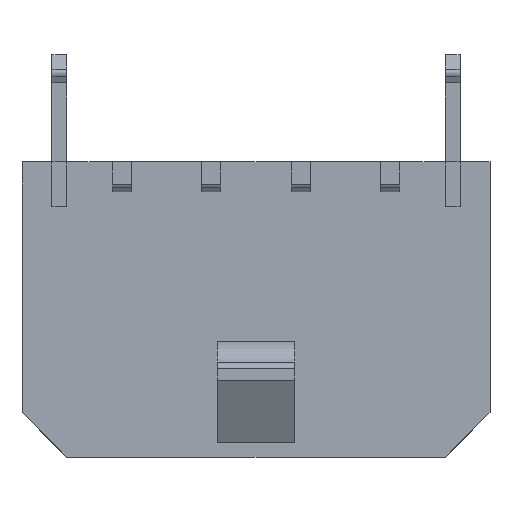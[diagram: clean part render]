
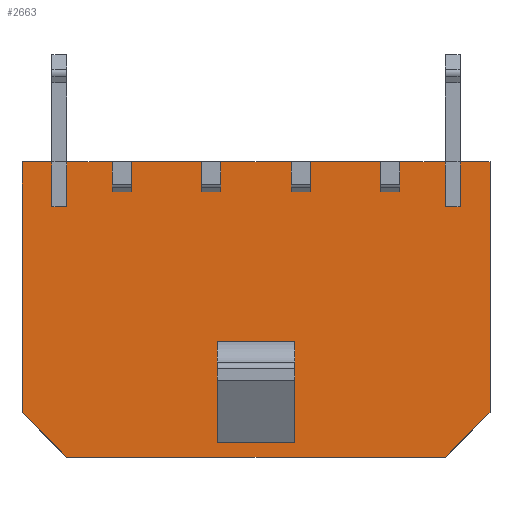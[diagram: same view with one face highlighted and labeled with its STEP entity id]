
A CAD part, top view. The second image highlights one B-rep face of the part: STEP entity #2663.
In plain terms, the highlighted planar face has unit normal (0, 0, 1).
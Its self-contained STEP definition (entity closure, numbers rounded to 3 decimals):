
#2=DIRECTION('',(0.,1.,0.));
#3=VECTOR('',#2,3.378);
#4=CARTESIAN_POINT('',(-1.3,-4.45,4.3));
#5=LINE('',#4,#3);
#6=DIRECTION('',(0.,1.,0.));
#7=VECTOR('',#6,3.378);
#8=CARTESIAN_POINT('',(1.3,-4.45,4.3));
#9=LINE('',#8,#7);
#10=DIRECTION('',(0.,-1.,0.));
#11=VECTOR('',#10,1.);
#12=CARTESIAN_POINT('',(-4.18,4.95,4.3));
#13=LINE('',#12,#11);
#14=DIRECTION('',(1.,0.,0.));
#15=VECTOR('',#14,2.36);
#16=CARTESIAN_POINT('',(-4.18,4.95,4.3));
#17=LINE('',#16,#15);
#18=DIRECTION('',(0.,-1.,0.));
#19=VECTOR('',#18,1.);
#20=CARTESIAN_POINT('',(-1.82,4.95,4.3));
#21=LINE('',#20,#19);
#22=DIRECTION('',(1.,0.,0.));
#23=VECTOR('',#22,0.64);
#24=CARTESIAN_POINT('',(-1.82,3.95,4.3));
#25=LINE('',#24,#23);
#26=DIRECTION('',(0.,-1.,0.));
#27=VECTOR('',#26,1.);
#28=CARTESIAN_POINT('',(-1.18,4.95,4.3));
#29=LINE('',#28,#27);
#30=DIRECTION('',(0.,-1.,0.));
#31=VECTOR('',#30,1.);
#32=CARTESIAN_POINT('',(1.18,4.95,4.3));
#33=LINE('',#32,#31);
#34=DIRECTION('',(1.,0.,0.));
#35=VECTOR('',#34,0.64);
#36=CARTESIAN_POINT('',(1.18,3.95,4.3));
#37=LINE('',#36,#35);
#38=DIRECTION('',(0.,-1.,0.));
#39=VECTOR('',#38,1.);
#40=CARTESIAN_POINT('',(1.82,4.95,4.3));
#41=LINE('',#40,#39);
#42=DIRECTION('',(-1.,0.,0.));
#43=VECTOR('',#42,2.36);
#44=CARTESIAN_POINT('',(4.18,4.95,4.3));
#45=LINE('',#44,#43);
#46=DIRECTION('',(0.,-1.,0.));
#47=VECTOR('',#46,1.);
#48=CARTESIAN_POINT('',(4.18,4.95,4.3));
#49=LINE('',#48,#47);
#50=DIRECTION('',(1.,0.,0.));
#51=VECTOR('',#50,0.64);
#52=CARTESIAN_POINT('',(4.18,3.95,4.3));
#53=LINE('',#52,#51);
#54=DIRECTION('',(0.,-1.,0.));
#55=VECTOR('',#54,1.);
#56=CARTESIAN_POINT('',(4.82,4.95,4.3));
#57=LINE('',#56,#55);
#58=DIRECTION('',(-1.,0.,0.));
#59=VECTOR('',#58,1.53);
#60=CARTESIAN_POINT('',(6.35,4.95,4.3));
#61=LINE('',#60,#59);
#62=DIRECTION('',(0.,-1.,0.));
#63=VECTOR('',#62,1.5);
#64=CARTESIAN_POINT('',(6.35,4.95,4.3));
#65=LINE('',#64,#63);
#66=DIRECTION('',(1.,0.,0.));
#67=VECTOR('',#66,0.5);
#68=CARTESIAN_POINT('',(6.35,3.45,4.3));
#69=LINE('',#68,#67);
#70=DIRECTION('',(0.,-1.,0.));
#71=VECTOR('',#70,1.5);
#72=CARTESIAN_POINT('',(6.85,4.95,4.3));
#73=LINE('',#72,#71);
#74=DIRECTION('',(-1.,0.,0.));
#75=VECTOR('',#74,1.);
#76=CARTESIAN_POINT('',(7.85,4.95,4.3));
#77=LINE('',#76,#75);
#78=DIRECTION('',(0.,1.,0.));
#79=VECTOR('',#78,8.4);
#80=CARTESIAN_POINT('',(7.85,-3.45,4.3));
#81=LINE('',#80,#79);
#82=DIRECTION('',(0.707,0.707,0.));
#83=VECTOR('',#82,2.121);
#84=CARTESIAN_POINT('',(6.35,-4.95,4.3));
#85=LINE('',#84,#83);
#86=DIRECTION('',(-0.707,0.707,0.));
#87=VECTOR('',#86,2.121);
#88=CARTESIAN_POINT('',(-6.35,-4.95,4.3));
#89=LINE('',#88,#87);
#90=DIRECTION('',(0.,1.,0.));
#91=VECTOR('',#90,8.4);
#92=CARTESIAN_POINT('',(-7.85,-3.45,4.3));
#93=LINE('',#92,#91);
#94=DIRECTION('',(1.,0.,0.));
#95=VECTOR('',#94,1.);
#96=CARTESIAN_POINT('',(-7.85,4.95,4.3));
#97=LINE('',#96,#95);
#98=DIRECTION('',(0.,-1.,0.));
#99=VECTOR('',#98,1.5);
#100=CARTESIAN_POINT('',(-6.85,4.95,4.3));
#101=LINE('',#100,#99);
#102=DIRECTION('',(-1.,0.,0.));
#103=VECTOR('',#102,0.5);
#104=CARTESIAN_POINT('',(-6.35,3.45,4.3));
#105=LINE('',#104,#103);
#106=DIRECTION('',(0.,-1.,0.));
#107=VECTOR('',#106,1.5);
#108=CARTESIAN_POINT('',(-6.35,4.95,4.3));
#109=LINE('',#108,#107);
#110=DIRECTION('',(1.,0.,0.));
#111=VECTOR('',#110,1.53);
#112=CARTESIAN_POINT('',(-6.35,4.95,4.3));
#113=LINE('',#112,#111);
#114=DIRECTION('',(0.,-1.,0.));
#115=VECTOR('',#114,1.);
#116=CARTESIAN_POINT('',(-4.82,4.95,4.3));
#117=LINE('',#116,#115);
#118=DIRECTION('',(1.,0.,0.));
#119=VECTOR('',#118,0.64);
#120=CARTESIAN_POINT('',(-4.82,3.95,4.3));
#121=LINE('',#120,#119);
#126=DIRECTION('',(1.,0.,0.));
#127=VECTOR('',#126,2.6);
#128=CARTESIAN_POINT('',(-1.3,-1.072,4.3));
#129=LINE('',#128,#127);
#170=DIRECTION('',(-1.,0.,0.));
#171=VECTOR('',#170,2.6);
#172=CARTESIAN_POINT('',(1.3,-4.45,4.3));
#173=LINE('',#172,#171);
#646=DIRECTION('',(-1.,0.,0.));
#647=VECTOR('',#646,2.36);
#648=CARTESIAN_POINT('',(1.18,4.95,4.3));
#649=LINE('',#648,#647);
#826=DIRECTION('',(1.,0.,0.));
#827=VECTOR('',#826,12.7);
#828=CARTESIAN_POINT('',(-6.35,-4.95,4.3));
#829=LINE('',#828,#827);
#1946=CARTESIAN_POINT('',(6.35,-4.95,4.3));
#1947=CARTESIAN_POINT('',(7.85,-3.45,4.3));
#1948=VERTEX_POINT('',#1946);
#1949=VERTEX_POINT('',#1947);
#1950=CARTESIAN_POINT('',(7.85,4.95,4.3));
#1951=VERTEX_POINT('',#1950);
#2000=CARTESIAN_POINT('',(1.3,-4.45,4.3));
#2001=CARTESIAN_POINT('',(1.3,-1.072,4.3));
#2002=VERTEX_POINT('',#2000);
#2003=VERTEX_POINT('',#2001);
#2006=CARTESIAN_POINT('',(4.18,4.95,4.3));
#2007=CARTESIAN_POINT('',(1.82,4.95,4.3));
#2008=VERTEX_POINT('',#2006);
#2009=VERTEX_POINT('',#2007);
#2037=CARTESIAN_POINT('',(1.18,4.95,4.3));
#2039=VERTEX_POINT('',#2037);
#2045=CARTESIAN_POINT('',(4.82,4.95,4.3));
#2047=VERTEX_POINT('',#2045);
#2114=CARTESIAN_POINT('',(6.35,4.95,4.3));
#2115=CARTESIAN_POINT('',(6.35,3.45,4.3));
#2116=VERTEX_POINT('',#2114);
#2117=VERTEX_POINT('',#2115);
#2118=CARTESIAN_POINT('',(6.85,3.45,4.3));
#2119=VERTEX_POINT('',#2118);
#2120=CARTESIAN_POINT('',(6.85,4.95,4.3));
#2121=VERTEX_POINT('',#2120);
#2200=CARTESIAN_POINT('',(-6.35,-4.95,4.3));
#2201=CARTESIAN_POINT('',(-7.85,-3.45,4.3));
#2202=VERTEX_POINT('',#2200);
#2203=VERTEX_POINT('',#2201);
#2204=CARTESIAN_POINT('',(-7.85,4.95,4.3));
#2205=VERTEX_POINT('',#2204);
#2254=CARTESIAN_POINT('',(-1.3,-4.45,4.3));
#2255=CARTESIAN_POINT('',(-1.3,-1.072,4.3));
#2256=VERTEX_POINT('',#2254);
#2257=VERTEX_POINT('',#2255);
#2260=CARTESIAN_POINT('',(-4.18,4.95,4.3));
#2261=CARTESIAN_POINT('',(-1.82,4.95,4.3));
#2262=VERTEX_POINT('',#2260);
#2263=VERTEX_POINT('',#2261);
#2291=CARTESIAN_POINT('',(-1.18,4.95,4.3));
#2293=VERTEX_POINT('',#2291);
#2299=CARTESIAN_POINT('',(-4.82,4.95,4.3));
#2301=VERTEX_POINT('',#2299);
#2368=CARTESIAN_POINT('',(-6.35,4.95,4.3));
#2369=CARTESIAN_POINT('',(-6.35,3.45,4.3));
#2370=VERTEX_POINT('',#2368);
#2371=VERTEX_POINT('',#2369);
#2372=CARTESIAN_POINT('',(-6.85,3.45,4.3));
#2373=VERTEX_POINT('',#2372);
#2374=CARTESIAN_POINT('',(-6.85,4.95,4.3));
#2375=VERTEX_POINT('',#2374);
#2470=CARTESIAN_POINT('',(4.18,3.95,4.3));
#2471=CARTESIAN_POINT('',(4.82,3.95,4.3));
#2472=VERTEX_POINT('',#2470);
#2473=VERTEX_POINT('',#2471);
#2506=CARTESIAN_POINT('',(1.18,3.95,4.3));
#2507=CARTESIAN_POINT('',(1.82,3.95,4.3));
#2508=VERTEX_POINT('',#2506);
#2509=VERTEX_POINT('',#2507);
#2530=CARTESIAN_POINT('',(-1.82,3.95,4.3));
#2531=CARTESIAN_POINT('',(-1.18,3.95,4.3));
#2532=VERTEX_POINT('',#2530);
#2533=VERTEX_POINT('',#2531);
#2554=CARTESIAN_POINT('',(-4.82,3.95,4.3));
#2555=CARTESIAN_POINT('',(-4.18,3.95,4.3));
#2556=VERTEX_POINT('',#2554);
#2557=VERTEX_POINT('',#2555);
#2586=CARTESIAN_POINT('',(0.,0.,4.3));
#2587=DIRECTION('',(0.,0.,1.));
#2588=DIRECTION('',(1.,0.,0.));
#2589=AXIS2_PLACEMENT_3D('',#2586,#2587,#2588);
#2590=PLANE('',#2589);
#2592=ORIENTED_EDGE('',*,*,#2591,.F.);
#2594=ORIENTED_EDGE('',*,*,#2593,.T.);
#2596=ORIENTED_EDGE('',*,*,#2595,.T.);
#2598=ORIENTED_EDGE('',*,*,#2597,.T.);
#2600=ORIENTED_EDGE('',*,*,#2599,.F.);
#2602=ORIENTED_EDGE('',*,*,#2601,.F.);
#2604=ORIENTED_EDGE('',*,*,#2603,.T.);
#2606=ORIENTED_EDGE('',*,*,#2605,.T.);
#2608=ORIENTED_EDGE('',*,*,#2607,.F.);
#2610=ORIENTED_EDGE('',*,*,#2609,.F.);
#2612=ORIENTED_EDGE('',*,*,#2611,.T.);
#2614=ORIENTED_EDGE('',*,*,#2613,.T.);
#2616=ORIENTED_EDGE('',*,*,#2615,.F.);
#2618=ORIENTED_EDGE('',*,*,#2617,.F.);
#2620=ORIENTED_EDGE('',*,*,#2619,.T.);
#2622=ORIENTED_EDGE('',*,*,#2621,.T.);
#2624=ORIENTED_EDGE('',*,*,#2623,.F.);
#2626=ORIENTED_EDGE('',*,*,#2625,.F.);
#2628=ORIENTED_EDGE('',*,*,#2627,.F.);
#2630=ORIENTED_EDGE('',*,*,#2629,.F.);
#2632=ORIENTED_EDGE('',*,*,#2631,.F.);
#2634=ORIENTED_EDGE('',*,*,#2633,.T.);
#2636=ORIENTED_EDGE('',*,*,#2635,.T.);
#2638=ORIENTED_EDGE('',*,*,#2637,.T.);
#2640=ORIENTED_EDGE('',*,*,#2639,.T.);
#2642=ORIENTED_EDGE('',*,*,#2641,.F.);
#2644=ORIENTED_EDGE('',*,*,#2643,.F.);
#2646=ORIENTED_EDGE('',*,*,#2645,.T.);
#2648=ORIENTED_EDGE('',*,*,#2647,.T.);
#2650=ORIENTED_EDGE('',*,*,#2649,.T.);
#2651=EDGE_LOOP('',(#2592,#2594,#2596,#2598,#2600,#2602,#2604,#2606,#2608,#2610,
#2612,#2614,#2616,#2618,#2620,#2622,#2624,#2626,#2628,#2630,#2632,#2634,#2636,
#2638,#2640,#2642,#2644,#2646,#2648,#2650));
#2652=FACE_OUTER_BOUND('',#2651,.F.);
#2654=ORIENTED_EDGE('',*,*,#2653,.F.);
#2656=ORIENTED_EDGE('',*,*,#2655,.F.);
#2658=ORIENTED_EDGE('',*,*,#2657,.F.);
#2660=ORIENTED_EDGE('',*,*,#2659,.T.);
#2661=EDGE_LOOP('',(#2654,#2656,#2658,#2660));
#2662=FACE_BOUND('',#2661,.F.);
#2663=ADVANCED_FACE('',(#2652,#2662),#2590,.T.);
#2591=EDGE_CURVE('',#2262,#2557,#13,.T.);
#2593=EDGE_CURVE('',#2262,#2263,#17,.T.);
#2595=EDGE_CURVE('',#2263,#2532,#21,.T.);
#2597=EDGE_CURVE('',#2532,#2533,#25,.T.);
#2599=EDGE_CURVE('',#2293,#2533,#29,.T.);
#2601=EDGE_CURVE('',#2039,#2293,#649,.T.);
#2603=EDGE_CURVE('',#2039,#2508,#33,.T.);
#2605=EDGE_CURVE('',#2508,#2509,#37,.T.);
#2607=EDGE_CURVE('',#2009,#2509,#41,.T.);
#2609=EDGE_CURVE('',#2008,#2009,#45,.T.);
#2611=EDGE_CURVE('',#2008,#2472,#49,.T.);
#2613=EDGE_CURVE('',#2472,#2473,#53,.T.);
#2615=EDGE_CURVE('',#2047,#2473,#57,.T.);
#2617=EDGE_CURVE('',#2116,#2047,#61,.T.);
#2619=EDGE_CURVE('',#2116,#2117,#65,.T.);
#2621=EDGE_CURVE('',#2117,#2119,#69,.T.);
#2623=EDGE_CURVE('',#2121,#2119,#73,.T.);
#2625=EDGE_CURVE('',#1951,#2121,#77,.T.);
#2627=EDGE_CURVE('',#1949,#1951,#81,.T.);
#2629=EDGE_CURVE('',#1948,#1949,#85,.T.);
#2631=EDGE_CURVE('',#2202,#1948,#829,.T.);
#2633=EDGE_CURVE('',#2202,#2203,#89,.T.);
#2635=EDGE_CURVE('',#2203,#2205,#93,.T.);
#2637=EDGE_CURVE('',#2205,#2375,#97,.T.);
#2639=EDGE_CURVE('',#2375,#2373,#101,.T.);
#2641=EDGE_CURVE('',#2371,#2373,#105,.T.);
#2643=EDGE_CURVE('',#2370,#2371,#109,.T.);
#2645=EDGE_CURVE('',#2370,#2301,#113,.T.);
#2647=EDGE_CURVE('',#2301,#2556,#117,.T.);
#2649=EDGE_CURVE('',#2556,#2557,#121,.T.);
#2653=EDGE_CURVE('',#2257,#2003,#129,.T.);
#2655=EDGE_CURVE('',#2256,#2257,#5,.T.);
#2657=EDGE_CURVE('',#2002,#2256,#173,.T.);
#2659=EDGE_CURVE('',#2002,#2003,#9,.T.);
